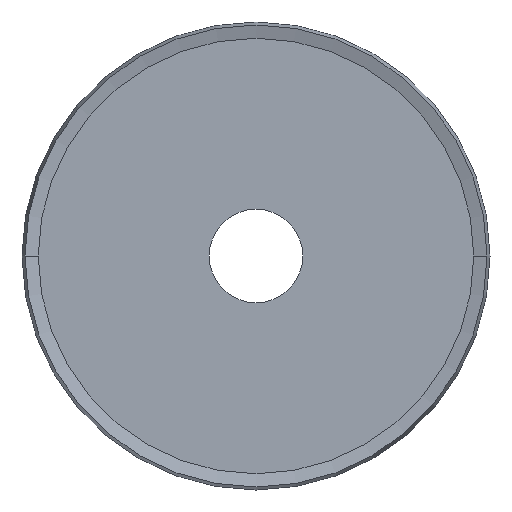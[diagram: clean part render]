
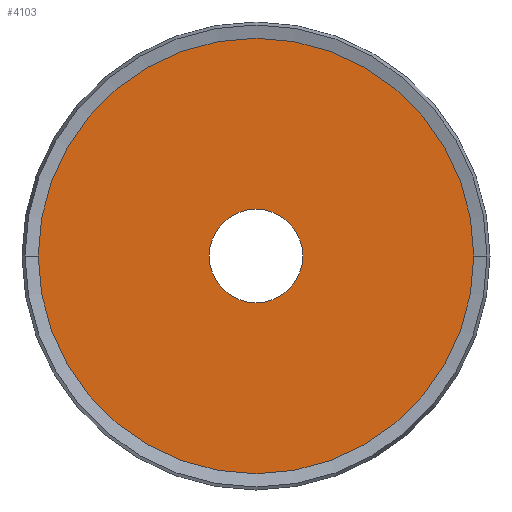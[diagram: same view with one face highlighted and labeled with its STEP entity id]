
A CAD part, left-side view. The second image highlights one B-rep face of the part: STEP entity #4103.
In plain terms, the highlighted planar face has unit normal (-1, 0, 0).
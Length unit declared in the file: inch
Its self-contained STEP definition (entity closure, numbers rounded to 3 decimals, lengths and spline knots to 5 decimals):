
#114=CARTESIAN_POINT('',(-15.,0.,0.));
#115=DIRECTION('',(-1.,0.,0.));
#116=DIRECTION('',(0.,1.,0.));
#117=AXIS2_PLACEMENT_3D('',#114,#115,#116);
#119=CARTESIAN_POINT('',(-15.,0.,0.));
#120=DIRECTION('',(1.,0.,0.));
#121=DIRECTION('',(0.,1.,0.));
#122=AXIS2_PLACEMENT_3D('',#119,#120,#121);
#684=CARTESIAN_POINT('',(-15.,0.,0.));
#685=DIRECTION('',(-1.,0.,0.));
#686=DIRECTION('',(0.,1.,0.));
#687=AXIS2_PLACEMENT_3D('',#684,#685,#686);
#689=CARTESIAN_POINT('',(-15.,0.,0.));
#690=DIRECTION('',(1.,0.,0.));
#691=DIRECTION('',(0.,1.,0.));
#692=AXIS2_PLACEMENT_3D('',#689,#690,#691);
#3158=CARTESIAN_POINT('',(-15.,6.,0.));
#3160=VERTEX_POINT('',#3158);
#3166=CARTESIAN_POINT('',(-15.,-6.,0.));
#3168=VERTEX_POINT('',#3166);
#3180=CARTESIAN_POINT('',(-15.,27.95,0.));
#3181=VERTEX_POINT('',#3180);
#3188=CARTESIAN_POINT('',(-15.,-27.95,0.));
#3189=VERTEX_POINT('',#3188);
#4086=CARTESIAN_POINT('',(-15.,0.,0.));
#4087=DIRECTION('',(1.,0.,0.));
#4088=DIRECTION('',(0.,-1.,0.));
#4089=AXIS2_PLACEMENT_3D('',#4086,#4087,#4088);
#4090=PLANE('',#4089);
#4092=ORIENTED_EDGE('',*,*,#4091,.F.);
#4094=ORIENTED_EDGE('',*,*,#4093,.T.);
#4095=EDGE_LOOP('',(#4092,#4094));
#4096=FACE_OUTER_BOUND('',#4095,.F.);
#4098=ORIENTED_EDGE('',*,*,#4097,.F.);
#4100=ORIENTED_EDGE('',*,*,#4099,.T.);
#4101=EDGE_LOOP('',(#4098,#4100));
#4102=FACE_BOUND('',#4101,.F.);
#118=CIRCLE('',#117,27.95);
#123=CIRCLE('',#122,27.95);
#688=CIRCLE('',#687,6.);
#693=CIRCLE('',#692,6.);
#4091=EDGE_CURVE('',#3181,#3189,#118,.T.);
#4093=EDGE_CURVE('',#3181,#3189,#123,.T.);
#4097=EDGE_CURVE('',#3160,#3168,#693,.T.);
#4099=EDGE_CURVE('',#3160,#3168,#688,.T.);
#4103=ADVANCED_FACE('',(#4096,#4102),#4090,.F.);
